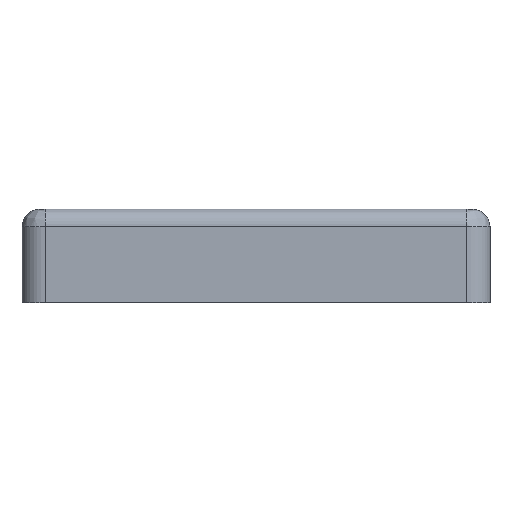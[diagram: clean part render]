
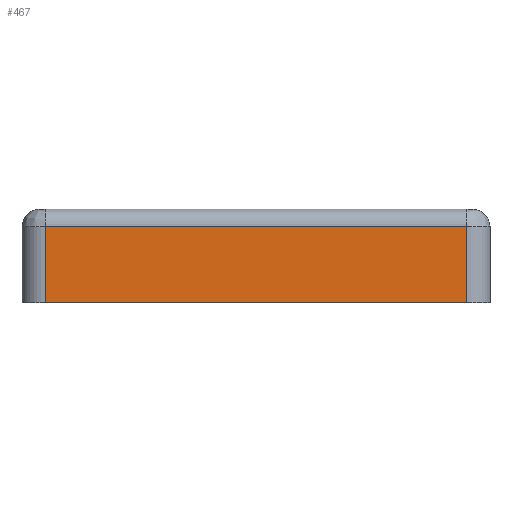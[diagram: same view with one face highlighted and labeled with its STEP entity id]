
A CAD part, front view. The second image highlights one B-rep face of the part: STEP entity #467.
In plain terms, the highlighted planar face has unit normal (0, -1, 0).
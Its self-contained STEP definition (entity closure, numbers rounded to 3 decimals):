
#467=ADVANCED_FACE('NONE',(#1146),#1147,.F.);
#1146=FACE_OUTER_BOUND('',#2838,.T.);
#1147=PLANE('',#2839);
#2838=EDGE_LOOP('',(#5684,#5685,#5686,#5687));
#2839=AXIS2_PLACEMENT_3D('',#5688,#5689,#5690);
#5684=ORIENTED_EDGE('',*,*,#7703,.F.);
#5685=ORIENTED_EDGE('',*,*,#7734,.F.);
#5686=ORIENTED_EDGE('',*,*,#7735,.F.);
#5687=ORIENTED_EDGE('',*,*,#7736,.F.);
#5688=CARTESIAN_POINT('',(40.0,-40.0,16.0));
#5689=DIRECTION('',(0.,1.0,0.));
#5690=DIRECTION('',(1.0,0.0,0.));
#7703=EDGE_CURVE('NONE',#8892,#8894,#8895,.T.);
#7734=EDGE_CURVE('NONE',#8932,#8892,#8933,.T.);
#7735=EDGE_CURVE('NONE',#8934,#8932,#8935,.T.);
#7736=EDGE_CURVE('NONE',#8894,#8934,#8936,.T.);
#8892=VERTEX_POINT('NONE',#11171);
#8894=VERTEX_POINT('NONE',#11173);
#8895=LINE('',#11174,#11175);
#8932=VERTEX_POINT('NONE',#11219);
#8933=LINE('',#11220,#11221);
#8934=VERTEX_POINT('NONE',#11222);
#8935=LINE('',#11223,#11224);
#8936=LINE('',#11225,#11226);
#11171=CARTESIAN_POINT('',(-36.0,-40.0,13.0));
#11173=CARTESIAN_POINT('',(36.0,-40.0,13.0));
#11174=CARTESIAN_POINT('',(-40.0,-40.0,13.0));
#11175=VECTOR('',#13548,1000.0);
#11219=CARTESIAN_POINT('',(-36.0,-40.0,0.0));
#11220=CARTESIAN_POINT('',(-36.0,-40.0,16.0));
#11221=VECTOR('',#13589,1000.0);
#11222=CARTESIAN_POINT('',(36.0,-40.0,0.0));
#11223=CARTESIAN_POINT('',(-40.0,-40.0,0.0));
#11224=VECTOR('',#13590,1000.0);
#11225=CARTESIAN_POINT('',(36.0,-40.0,16.0));
#11226=VECTOR('',#13591,1000.0);
#13548=DIRECTION('',(1.0,0.,-0.0));
#13589=DIRECTION('',(0.0,0.,1.0));
#13590=DIRECTION('',(-1.0,-0.0,0.0));
#13591=DIRECTION('',(-0.0,0.,-1.0));
